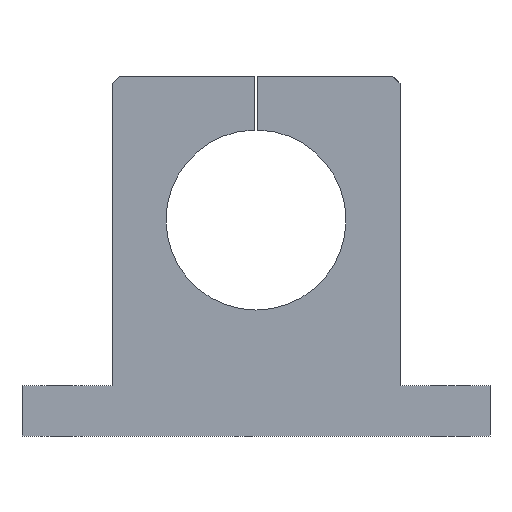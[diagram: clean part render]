
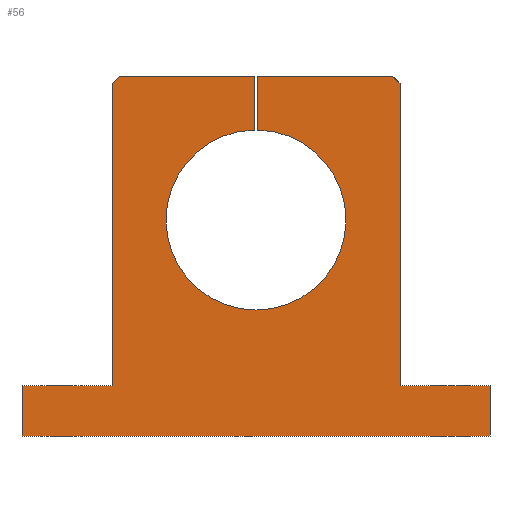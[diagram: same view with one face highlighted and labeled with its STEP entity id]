
A CAD part, front view. The second image highlights one B-rep face of the part: STEP entity #56.
In plain terms, the highlighted planar face has unit normal (0, -1, 0).
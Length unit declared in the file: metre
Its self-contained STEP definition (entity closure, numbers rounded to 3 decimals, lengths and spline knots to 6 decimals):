
#56 = ADVANCED_FACE( '', ( #134 ), #135, .F. );
#134 = FACE_OUTER_BOUND( '', #242, .T. );
#135 = PLANE( '', #243 );
#242 = EDGE_LOOP( '', ( #349, #350, #351, #352, #353, #354, #355, #356, #357, #358, #359, #360, #361, #362 ) );
#243 = AXIS2_PLACEMENT_3D( '', #363, #364, #365 );
#349 = ORIENTED_EDGE( '', *, *, #608, .F. );
#350 = ORIENTED_EDGE( '', *, *, #609, .T. );
#351 = ORIENTED_EDGE( '', *, *, #610, .F. );
#352 = ORIENTED_EDGE( '', *, *, #611, .T. );
#353 = ORIENTED_EDGE( '', *, *, #612, .T. );
#354 = ORIENTED_EDGE( '', *, *, #613, .T. );
#355 = ORIENTED_EDGE( '', *, *, #605, .F. );
#356 = ORIENTED_EDGE( '', *, *, #614, .T. );
#357 = ORIENTED_EDGE( '', *, *, #615, .F. );
#358 = ORIENTED_EDGE( '', *, *, #616, .F. );
#359 = ORIENTED_EDGE( '', *, *, #617, .F. );
#360 = ORIENTED_EDGE( '', *, *, #618, .F. );
#361 = ORIENTED_EDGE( '', *, *, #619, .F. );
#362 = ORIENTED_EDGE( '', *, *, #620, .F. );
#363 = CARTESIAN_POINT( '', ( -0.065, -0.02, 0. ) );
#364 = DIRECTION( '', ( 0., 1., 0. ) );
#365 = DIRECTION( '', ( 0., 0., 1. ) );
#605 = EDGE_CURVE( '', #707, #709, #710, .T. );
#608 = EDGE_CURVE( '', #713, #714, #715, .T. );
#609 = EDGE_CURVE( '', #713, #716, #717, .F. );
#610 = EDGE_CURVE( '', #718, #716, #719, .T. );
#611 = EDGE_CURVE( '', #718, #720, #721, .T. );
#612 = EDGE_CURVE( '', #720, #722, #723, .T. );
#613 = EDGE_CURVE( '', #722, #709, #724, .T. );
#614 = EDGE_CURVE( '', #707, #725, #726, .F. );
#615 = EDGE_CURVE( '', #727, #725, #728, .T. );
#616 = EDGE_CURVE( '', #729, #727, #730, .T. );
#617 = EDGE_CURVE( '', #731, #729, #732, .T. );
#618 = EDGE_CURVE( '', #733, #731, #734, .T. );
#619 = EDGE_CURVE( '', #735, #733, #736, .T. );
#620 = EDGE_CURVE( '', #714, #735, #737, .T. );
#707 = VERTEX_POINT( '', #859 );
#709 = VERTEX_POINT( '', #862 );
#710 = LINE( '', #863, #864 );
#713 = VERTEX_POINT( '', #868 );
#714 = VERTEX_POINT( '', #869 );
#715 = LINE( '', #870, #871 );
#716 = VERTEX_POINT( '', #872 );
#717 = LINE( '', #873, #874 );
#718 = VERTEX_POINT( '', #875 );
#719 = LINE( '', #876, #877 );
#720 = VERTEX_POINT( '', #878 );
#721 = LINE( '', #879, #880 );
#722 = VERTEX_POINT( '', #881 );
#723 = CIRCLE( '', #882, 0.025 );
#724 = LINE( '', #883, #884 );
#725 = VERTEX_POINT( '', #885 );
#726 = LINE( '', #886, #887 );
#727 = VERTEX_POINT( '', #888 );
#728 = LINE( '', #889, #890 );
#729 = VERTEX_POINT( '', #891 );
#730 = LINE( '', #892, #893 );
#731 = VERTEX_POINT( '', #894 );
#732 = LINE( '', #895, #896 );
#733 = VERTEX_POINT( '', #897 );
#734 = LINE( '', #898, #899 );
#735 = VERTEX_POINT( '', #900 );
#736 = LINE( '', #901, #902 );
#737 = LINE( '', #903, #904 );
#859 = CARTESIAN_POINT( '', ( -0.038, -0.02, 0.1 ) );
#862 = CARTESIAN_POINT( '', ( -0.0005, -0.02, 0.1 ) );
#863 = CARTESIAN_POINT( '', ( -0.04, -0.02, 0.1 ) );
#864 = VECTOR( '', #1066, 1. );
#868 = CARTESIAN_POINT( '', ( 0.04, -0.02, 0.098 ) );
#869 = CARTESIAN_POINT( '', ( 0.04, -0.02, 0.014 ) );
#870 = CARTESIAN_POINT( '', ( 0.04, -0.02, 0.1 ) );
#871 = VECTOR( '', #1068, 1. );
#872 = CARTESIAN_POINT( '', ( 0.038, -0.02, 0.1 ) );
#873 = CARTESIAN_POINT( '', ( 0.038, -0.02, 0.1 ) );
#874 = VECTOR( '', #1069, 1. );
#875 = CARTESIAN_POINT( '', ( 0.0005, -0.02, 0.1 ) );
#876 = CARTESIAN_POINT( '', ( -0.04, -0.02, 0.1 ) );
#877 = VECTOR( '', #1070, 1. );
#878 = CARTESIAN_POINT( '', ( 0.0005, -0.02, 0.084995 ) );
#879 = CARTESIAN_POINT( '', ( 0.0005, -0.02, 0.1 ) );
#880 = VECTOR( '', #1071, 1. );
#881 = CARTESIAN_POINT( '', ( -0.0005, -0.02, 0.084995 ) );
#882 = AXIS2_PLACEMENT_3D( '', #1072, #1073, #1074 );
#883 = CARTESIAN_POINT( '', ( -0.0005, -0.02, 0.06 ) );
#884 = VECTOR( '', #1075, 1. );
#885 = CARTESIAN_POINT( '', ( -0.04, -0.02, 0.098 ) );
#886 = CARTESIAN_POINT( '', ( -0.04, -0.02, 0.098 ) );
#887 = VECTOR( '', #1076, 1. );
#888 = CARTESIAN_POINT( '', ( -0.04, -0.02, 0.014 ) );
#889 = CARTESIAN_POINT( '', ( -0.04, -0.02, 0.014 ) );
#890 = VECTOR( '', #1077, 1. );
#891 = CARTESIAN_POINT( '', ( -0.065, -0.02, 0.014 ) );
#892 = CARTESIAN_POINT( '', ( -0.065, -0.02, 0.014 ) );
#893 = VECTOR( '', #1078, 1. );
#894 = CARTESIAN_POINT( '', ( -0.065, -0.02, 0. ) );
#895 = CARTESIAN_POINT( '', ( -0.065, -0.02, 0. ) );
#896 = VECTOR( '', #1079, 1. );
#897 = CARTESIAN_POINT( '', ( 0.065, -0.02, 0. ) );
#898 = CARTESIAN_POINT( '', ( 0.065, -0.02, 0. ) );
#899 = VECTOR( '', #1080, 1. );
#900 = CARTESIAN_POINT( '', ( 0.065, -0.02, 0.014 ) );
#901 = CARTESIAN_POINT( '', ( 0.065, -0.02, 0.014 ) );
#902 = VECTOR( '', #1081, 1. );
#903 = CARTESIAN_POINT( '', ( 0.04, -0.02, 0.014 ) );
#904 = VECTOR( '', #1082, 1. );
#1066 = DIRECTION( '', ( 1., 0., 0. ) );
#1068 = DIRECTION( '', ( 0., 0., -1. ) );
#1069 = DIRECTION( '', ( 0.707, 0., -0.707 ) );
#1070 = DIRECTION( '', ( 1., 0., 0. ) );
#1071 = DIRECTION( '', ( 0., 0., -1. ) );
#1072 = CARTESIAN_POINT( '', ( 0., -0.02, 0.06 ) );
#1073 = DIRECTION( '', ( 0., 1., 0. ) );
#1074 = DIRECTION( '', ( 1., 0., 0. ) );
#1075 = DIRECTION( '', ( 0., 0., 1. ) );
#1076 = DIRECTION( '', ( 0.707, 0., 0.707 ) );
#1077 = DIRECTION( '', ( 0., 0., 1. ) );
#1078 = DIRECTION( '', ( 1., 0., 0. ) );
#1079 = DIRECTION( '', ( 0., 0., 1. ) );
#1080 = DIRECTION( '', ( -1., 0., 0. ) );
#1081 = DIRECTION( '', ( 0., 0., -1. ) );
#1082 = DIRECTION( '', ( 1., 0., 0. ) );
